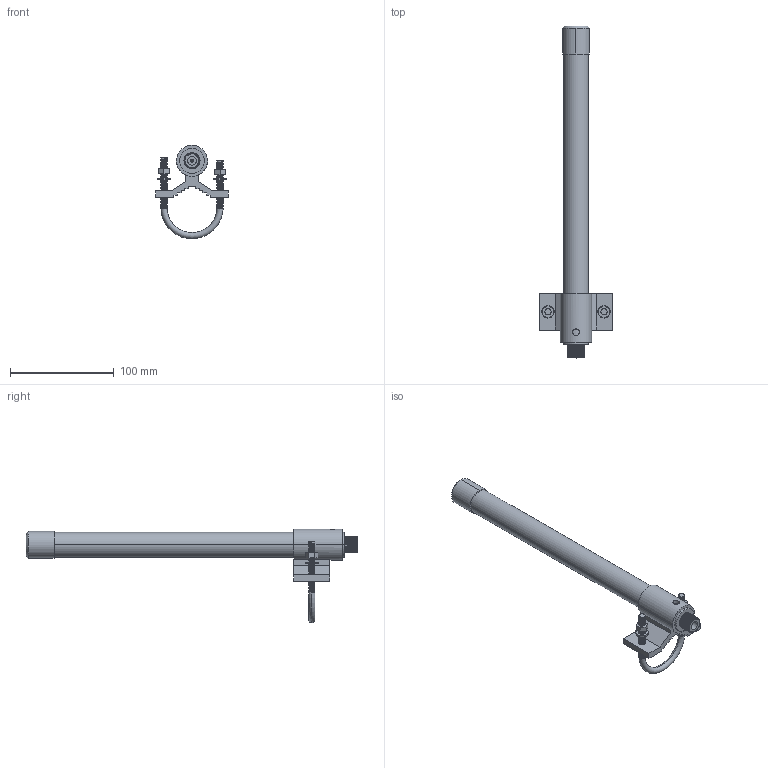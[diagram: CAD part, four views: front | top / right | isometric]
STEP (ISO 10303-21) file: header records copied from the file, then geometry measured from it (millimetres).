
FILE_DESCRIPTION (( 'STEP AP214' ), '1' );
FILE_NAME ('OMB.915.B03F21.STEP', '2018-12-19T11:42:25', ( '' ), ( '' ), 'SwSTEP 2.0', 'SolidWorks 2017', '' );
FILE_SCHEMA (( 'AUTOMOTIVE_DESIGN' ));
Length unit declared in the file: millimetre
Products named in the file (7): OMB.242 Antenna; OMB.915.B03F21; Holder; M6 Washer; M6 Nut; M6 U Type Screw; Cover
Assembly tree (8 placements, depth 2):
  OMB.915.B03F21
    Cover
    Holder
    OMB.242 Antenna
    M6 Nut  x2
    M6 U Type Screw
    M6 Washer  x2
Bounding box: 70 x 320 x 90.11 mm (x, y, z)
Volume: 177024 mm3; surface area: 51166.7 mm2
Topology: 8 solids, 8 shells, 287 faces, 784 edges, 518 vertices
Faces by surface type: cylinder 206, plane 68, bspline 9, cone 2, torus 2
Entity records: 20418 total; most frequent: CARTESIAN_POINT 14158, ORIENTED_EDGE 1496, DIRECTION 1010, EDGE_CURVE 748, VERTEX_POINT 494, AXIS2_PLACEMENT_3D 346, VECTOR 318, LINE 318
